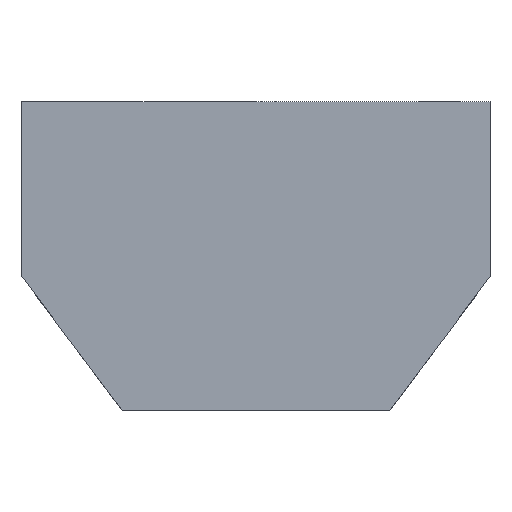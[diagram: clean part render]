
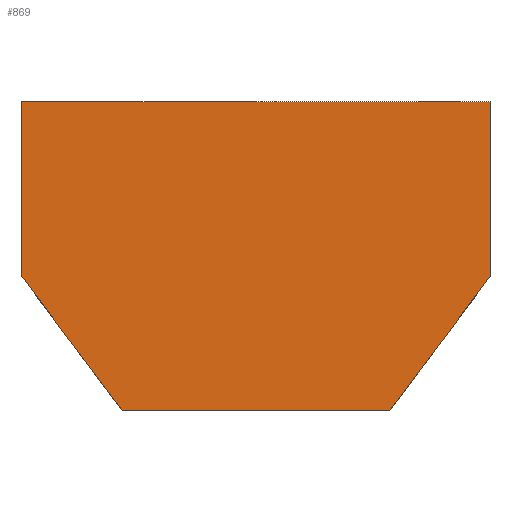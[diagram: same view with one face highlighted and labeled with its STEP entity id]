
A CAD part, front view. The second image highlights one B-rep face of the part: STEP entity #869.
In plain terms, the highlighted planar face has unit normal (0, -1, 0).
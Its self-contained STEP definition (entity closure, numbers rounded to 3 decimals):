
#66=PLANE('',#961);
#114=FACE_OUTER_BOUND('',#177,.T.);
#177=EDGE_LOOP('',(#801,#802,#803,#804,#805,#806));
#224=LINE('',#1357,#311);
#231=LINE('',#1371,#318);
#247=LINE('',#1418,#334);
#258=LINE('',#1437,#345);
#262=LINE('',#1445,#349);
#264=LINE('',#1448,#351);
#311=VECTOR('',#1116,10.);
#318=VECTOR('',#1125,10.);
#334=VECTOR('',#1173,10.);
#345=VECTOR('',#1186,10.);
#349=VECTOR('',#1198,10.);
#351=VECTOR('',#1202,10.);
#426=VERTEX_POINT('',#1354);
#427=VERTEX_POINT('',#1356);
#432=VERTEX_POINT('',#1368);
#433=VERTEX_POINT('',#1370);
#448=VERTEX_POINT('',#1417);
#455=VERTEX_POINT('',#1435);
#526=EDGE_CURVE('',#427,#426,#224,.T.);
#533=EDGE_CURVE('',#432,#433,#231,.T.);
#555=EDGE_CURVE('',#448,#433,#247,.T.);
#566=EDGE_CURVE('',#426,#455,#258,.T.);
#570=EDGE_CURVE('',#455,#448,#262,.T.);
#572=EDGE_CURVE('',#427,#432,#264,.T.);
#801=ORIENTED_EDGE('',*,*,#572,.F.);
#802=ORIENTED_EDGE('',*,*,#526,.T.);
#803=ORIENTED_EDGE('',*,*,#566,.T.);
#804=ORIENTED_EDGE('',*,*,#570,.T.);
#805=ORIENTED_EDGE('',*,*,#555,.T.);
#806=ORIENTED_EDGE('',*,*,#533,.F.);
#869=ADVANCED_FACE('',(#114),#66,.F.);
#961=AXIS2_PLACEMENT_3D('',#1450,#1205,#1206);
#1116=DIRECTION('',(0.6,0.,0.8));
#1125=DIRECTION('',(-0.6,0.,0.8));
#1173=DIRECTION('',(0.,0.,-1.));
#1186=DIRECTION('',(0.,0.,1.));
#1198=DIRECTION('',(-1.,0.,0.));
#1202=DIRECTION('',(-1.,0.,0.));
#1205=DIRECTION('center_axis',(0.,1.,0.));
#1206=DIRECTION('ref_axis',(0.,0.,1.));
#1354=CARTESIAN_POINT('',(35.,-50.,20.));
#1356=CARTESIAN_POINT('',(20.,-50.,0.));
#1357=CARTESIAN_POINT('',(20.,-50.,0.));
#1368=CARTESIAN_POINT('',(-20.,-50.,0.));
#1370=CARTESIAN_POINT('',(-35.,-50.,20.));
#1371=CARTESIAN_POINT('',(-20.,-50.,0.));
#1417=CARTESIAN_POINT('',(-35.,-50.,46.213));
#1418=CARTESIAN_POINT('',(-35.,-50.,20.));
#1435=CARTESIAN_POINT('',(35.,-50.,46.213));
#1437=CARTESIAN_POINT('',(35.,-50.,46.213));
#1445=CARTESIAN_POINT('',(-35.,-50.,46.213));
#1448=CARTESIAN_POINT('',(20.,-50.,0.));
#1450=CARTESIAN_POINT('Origin',(20.,-50.,0.));
